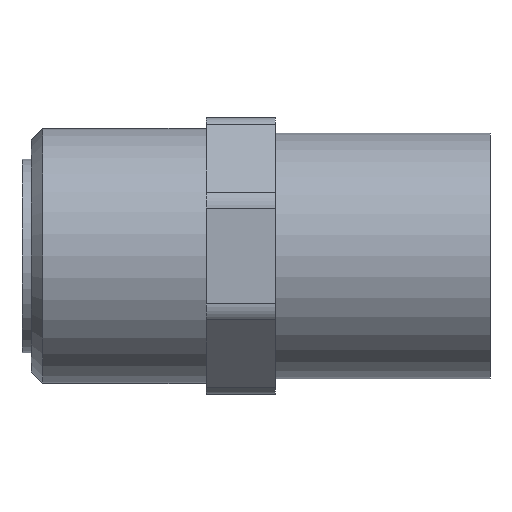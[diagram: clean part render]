
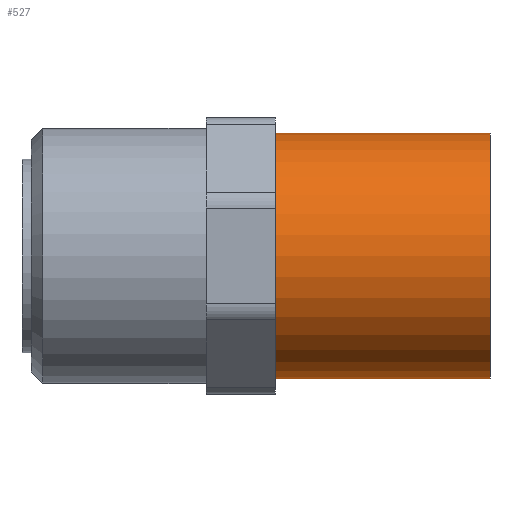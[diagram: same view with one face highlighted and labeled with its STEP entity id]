
A CAD part, front view. The second image highlights one B-rep face of the part: STEP entity #527.
In plain terms, the highlighted cylindrical face has radius 16 mm (diameter 32 mm), a full revolution.
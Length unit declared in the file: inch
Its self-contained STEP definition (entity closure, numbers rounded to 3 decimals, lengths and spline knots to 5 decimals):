
#21 = EDGE_CURVE ( 'NONE', #671, #671, #451, .T. ) ;
#23 = CIRCLE ( 'NONE', #146, 0.62992 ) ;
#27 = EDGE_LOOP ( 'NONE', ( #659 ) ) ;
#33 = ORIENTED_EDGE ( 'NONE', *, *, #801, .F. ) ;
#43 = DIRECTION ( 'NONE',  ( 0., 1., 0. ) ) ;
#56 = DIRECTION ( 'NONE',  ( 0., 1., 0. ) ) ;
#146 = AXIS2_PLACEMENT_3D ( 'NONE', #704, #267, #56 ) ;
#163 = DIRECTION ( 'NONE',  ( 1., 0., 0. ) ) ;
#173 = CARTESIAN_POINT ( 'NONE',  ( -1.10236, 0.62992, 0. ) ) ;
#184 = DIRECTION ( 'NONE',  ( 0., 1., 0. ) ) ;
#234 = EDGE_LOOP ( 'NONE', ( #33 ) ) ;
#253 = CARTESIAN_POINT ( 'NONE',  ( -0.55118, 0., 0. ) ) ;
#267 = DIRECTION ( 'NONE',  ( 1., 0., 0. ) ) ;
#271 = VERTEX_POINT ( 'NONE', #293 ) ;
#293 = CARTESIAN_POINT ( 'NONE',  ( 0., 0.62992, 0. ) ) ;
#451 = CIRCLE ( 'NONE', #703, 0.62992 ) ;
#484 = CYLINDRICAL_SURFACE ( 'NONE', #495, 0.62992 ) ;
#495 = AXIS2_PLACEMENT_3D ( 'NONE', #253, #163, #43 ) ;
#527 = ADVANCED_FACE ( 'NONE', ( #682, #699 ), #484, .T. ) ;
#659 = ORIENTED_EDGE ( 'NONE', *, *, #21, .T. ) ;
#671 = VERTEX_POINT ( 'NONE', #173 ) ;
#682 = FACE_OUTER_BOUND ( 'NONE', #27, .T. ) ;
#699 = FACE_OUTER_BOUND ( 'NONE', #234, .T. ) ;
#703 = AXIS2_PLACEMENT_3D ( 'NONE', #706, #793, #184 ) ;
#704 = CARTESIAN_POINT ( 'NONE',  ( 0., 0., 0. ) ) ;
#706 = CARTESIAN_POINT ( 'NONE',  ( -1.10236, 0., 0. ) ) ;
#793 = DIRECTION ( 'NONE',  ( 1., 0., 0. ) ) ;
#801 = EDGE_CURVE ( 'NONE', #271, #271, #23, .T. ) ;
